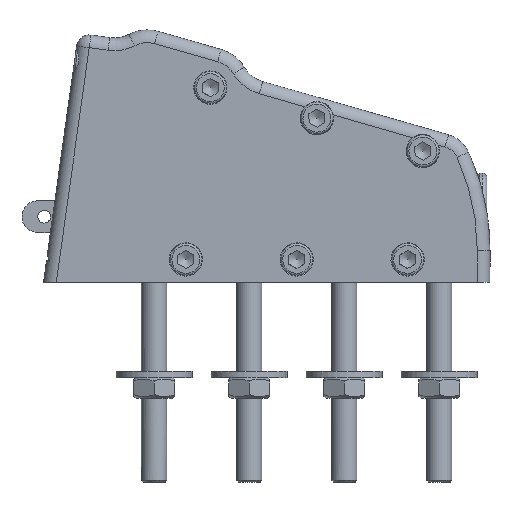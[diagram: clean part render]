
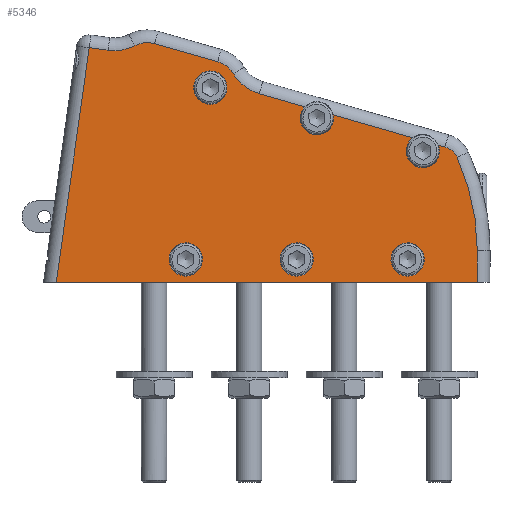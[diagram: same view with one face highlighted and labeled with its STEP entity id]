
A CAD part, left-side view. The second image highlights one B-rep face of the part: STEP entity #5346.
In plain terms, the highlighted planar face has unit normal (-1, 0, 0).
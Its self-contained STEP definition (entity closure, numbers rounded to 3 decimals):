
#253=FACE_BOUND('',#1126,.T.);
#254=FACE_BOUND('',#1127,.T.);
#255=FACE_BOUND('',#1128,.T.);
#256=FACE_BOUND('',#1129,.T.);
#517=CIRCLE('',#5764,71.);
#518=CIRCLE('',#5765,6.);
#519=CIRCLE('',#5766,5.25);
#520=CIRCLE('',#5767,5.25);
#521=CIRCLE('',#5768,14.);
#522=CIRCLE('',#5769,8.5);
#523=CIRCLE('',#5770,8.5);
#524=CIRCLE('',#5771,14.);
#525=CIRCLE('',#5772,5.25);
#526=CIRCLE('',#5773,5.25);
#527=CIRCLE('',#5774,5.25);
#528=CIRCLE('',#5775,5.25);
#743=FACE_OUTER_BOUND('',#1125,.T.);
#1125=EDGE_LOOP('',(#3697,#3698,#3699,#3700,#3701,#3702,#3703,#3704,#3705,
#3706,#3707,#3708,#3709,#3710,#3711,#3712));
#1126=EDGE_LOOP('',(#3713));
#1127=EDGE_LOOP('',(#3714));
#1128=EDGE_LOOP('',(#3715));
#1129=EDGE_LOOP('',(#3716));
#1636=LINE('',#8108,#1984);
#1638=LINE('',#8125,#1986);
#1639=LINE('',#8131,#1987);
#1640=LINE('',#8135,#1988);
#1641=LINE('',#8139,#1989);
#1642=LINE('',#8145,#1990);
#1643=LINE('',#8151,#1991);
#1644=LINE('',#8152,#1992);
#1984=VECTOR('',#6467,132.888);
#1986=VECTOR('',#6485,10.);
#1987=VECTOR('',#6490,2.161);
#1988=VECTOR('',#6493,26.131);
#1989=VECTOR('',#6496,14.926);
#1990=VECTOR('',#6501,20.7);
#1991=VECTOR('',#6506,6.);
#1992=VECTOR('',#6507,74.835);
#2363=VERTEX_POINT('',#8105);
#2364=VERTEX_POINT('',#8107);
#2371=VERTEX_POINT('',#8124);
#2372=VERTEX_POINT('',#8126);
#2373=VERTEX_POINT('',#8128);
#2374=VERTEX_POINT('',#8130);
#2375=VERTEX_POINT('',#8132);
#2376=VERTEX_POINT('',#8134);
#2377=VERTEX_POINT('',#8136);
#2378=VERTEX_POINT('',#8138);
#2379=VERTEX_POINT('',#8140);
#2380=VERTEX_POINT('',#8142);
#2381=VERTEX_POINT('',#8144);
#2382=VERTEX_POINT('',#8146);
#2383=VERTEX_POINT('',#8148);
#2384=VERTEX_POINT('',#8150);
#2385=VERTEX_POINT('',#8153);
#2386=VERTEX_POINT('',#8155);
#2387=VERTEX_POINT('',#8157);
#2388=VERTEX_POINT('',#8159);
#2911=EDGE_CURVE('',#2364,#2363,#1636,.T.);
#2920=EDGE_CURVE('',#2371,#2363,#1638,.T.);
#2921=EDGE_CURVE('',#2372,#2371,#517,.T.);
#2922=EDGE_CURVE('',#2373,#2372,#518,.T.);
#2923=EDGE_CURVE('',#2374,#2373,#1639,.T.);
#2924=EDGE_CURVE('',#2374,#2375,#519,.T.);
#2925=EDGE_CURVE('',#2376,#2375,#1640,.T.);
#2926=EDGE_CURVE('',#2376,#2377,#520,.T.);
#2927=EDGE_CURVE('',#2378,#2377,#1641,.T.);
#2928=EDGE_CURVE('',#2379,#2378,#521,.T.);
#2929=EDGE_CURVE('',#2380,#2379,#522,.T.);
#2930=EDGE_CURVE('',#2381,#2380,#1642,.T.);
#2931=EDGE_CURVE('',#2382,#2381,#523,.T.);
#2932=EDGE_CURVE('',#2383,#2382,#524,.T.);
#2933=EDGE_CURVE('',#2384,#2383,#1643,.T.);
#2934=EDGE_CURVE('',#2364,#2384,#1644,.T.);
#2935=EDGE_CURVE('',#2385,#2385,#525,.T.);
#2936=EDGE_CURVE('',#2386,#2386,#526,.T.);
#2937=EDGE_CURVE('',#2387,#2387,#527,.T.);
#2938=EDGE_CURVE('',#2388,#2388,#528,.T.);
#3697=ORIENTED_EDGE('',*,*,#2911,.T.);
#3698=ORIENTED_EDGE('',*,*,#2920,.F.);
#3699=ORIENTED_EDGE('',*,*,#2921,.F.);
#3700=ORIENTED_EDGE('',*,*,#2922,.F.);
#3701=ORIENTED_EDGE('',*,*,#2923,.F.);
#3702=ORIENTED_EDGE('',*,*,#2924,.T.);
#3703=ORIENTED_EDGE('',*,*,#2925,.F.);
#3704=ORIENTED_EDGE('',*,*,#2926,.T.);
#3705=ORIENTED_EDGE('',*,*,#2927,.F.);
#3706=ORIENTED_EDGE('',*,*,#2928,.F.);
#3707=ORIENTED_EDGE('',*,*,#2929,.F.);
#3708=ORIENTED_EDGE('',*,*,#2930,.F.);
#3709=ORIENTED_EDGE('',*,*,#2931,.F.);
#3710=ORIENTED_EDGE('',*,*,#2932,.F.);
#3711=ORIENTED_EDGE('',*,*,#2933,.F.);
#3712=ORIENTED_EDGE('',*,*,#2934,.F.);
#3713=ORIENTED_EDGE('',*,*,#2935,.T.);
#3714=ORIENTED_EDGE('',*,*,#2936,.T.);
#3715=ORIENTED_EDGE('',*,*,#2937,.T.);
#3716=ORIENTED_EDGE('',*,*,#2938,.T.);
#5123=PLANE('',#5763);
#5346=ADVANCED_FACE('',(#743,#253,#254,#255,#256),#5123,.T.);
#5763=AXIS2_PLACEMENT_3D('',#8123,#6483,#6484);
#5764=AXIS2_PLACEMENT_3D('',#8127,#6486,#6487);
#5765=AXIS2_PLACEMENT_3D('',#8129,#6488,#6489);
#5766=AXIS2_PLACEMENT_3D('',#8133,#6491,#6492);
#5767=AXIS2_PLACEMENT_3D('',#8137,#6494,#6495);
#5768=AXIS2_PLACEMENT_3D('',#8141,#6497,#6498);
#5769=AXIS2_PLACEMENT_3D('',#8143,#6499,#6500);
#5770=AXIS2_PLACEMENT_3D('',#8147,#6502,#6503);
#5771=AXIS2_PLACEMENT_3D('',#8149,#6504,#6505);
#5772=AXIS2_PLACEMENT_3D('',#8154,#6508,#6509);
#5773=AXIS2_PLACEMENT_3D('',#8156,#6510,#6511);
#5774=AXIS2_PLACEMENT_3D('',#8158,#6512,#6513);
#5775=AXIS2_PLACEMENT_3D('',#8160,#6514,#6515);
#6467=DIRECTION('',(0.,-1.,0.));
#6483=DIRECTION('center_axis',(-1.,0.,0.));
#6484=DIRECTION('ref_axis',(0.,-0.139,0.99));
#6485=DIRECTION('',(0.,0.,-1.));
#6486=DIRECTION('center_axis',(1.,0.,0.));
#6487=DIRECTION('ref_axis',(0.,-0.977,0.212));
#6488=DIRECTION('center_axis',(1.,0.,0.));
#6489=DIRECTION('ref_axis',(0.,-0.653,0.758));
#6490=DIRECTION('',(0.,-0.961,-0.276));
#6491=DIRECTION('center_axis',(1.,0.,0.));
#6492=DIRECTION('ref_axis',(0.,-0.139,0.99));
#6493=DIRECTION('',(0.,-0.961,-0.276));
#6494=DIRECTION('center_axis',(1.,0.,0.));
#6495=DIRECTION('ref_axis',(0.,-0.139,0.99));
#6496=DIRECTION('',(0.,-0.961,-0.276));
#6497=DIRECTION('center_axis',(-1.,0.,0.));
#6498=DIRECTION('ref_axis',(0.,0.61,-0.792));
#6499=DIRECTION('center_axis',(1.,0.,0.));
#6500=DIRECTION('ref_axis',(0.,-0.61,0.792));
#6501=DIRECTION('',(0.,-0.961,-0.276));
#6502=DIRECTION('center_axis',(1.,0.,0.));
#6503=DIRECTION('ref_axis',(0.,0.101,0.995));
#6504=DIRECTION('center_axis',(-1.,0.,0.));
#6505=DIRECTION('ref_axis',(0.,-0.17,-0.985));
#6506=DIRECTION('',(0.,-0.99,-0.139));
#6507=DIRECTION('',(0.,-0.139,0.99));
#6508=DIRECTION('center_axis',(1.,0.,0.));
#6509=DIRECTION('ref_axis',(0.,-0.139,0.99));
#6510=DIRECTION('center_axis',(1.,0.,0.));
#6511=DIRECTION('ref_axis',(0.,-0.139,0.99));
#6512=DIRECTION('center_axis',(1.,0.,0.));
#6513=DIRECTION('ref_axis',(0.,-0.139,0.99));
#6514=DIRECTION('center_axis',(1.,0.,0.));
#6515=DIRECTION('ref_axis',(0.,-0.139,0.99));
#8105=CARTESIAN_POINT('',(-17.,4.,0.));
#8107=CARTESIAN_POINT('',(-17.,136.888,0.));
#8108=CARTESIAN_POINT('',(-17.,0.,0.));
#8123=CARTESIAN_POINT('Origin',(-17.,131.767,63.366));
#8124=CARTESIAN_POINT('',(-17.,4.,10.));
#8125=CARTESIAN_POINT('',(-17.,4.,31.683));
#8126=CARTESIAN_POINT('',(-17.,10.403,39.466));
#8127=CARTESIAN_POINT('Origin',(-17.,75.,10.));
#8128=CARTESIAN_POINT('',(-17.,14.208,42.743));
#8129=CARTESIAN_POINT('Origin',(-17.,15.862,36.976));
#8130=CARTESIAN_POINT('',(-17.,16.285,43.339));
#8131=CARTESIAN_POINT('',(-17.,71.254,59.101));
#8132=CARTESIAN_POINT('',(-17.,24.36,45.654));
#8133=CARTESIAN_POINT('Origin',(-17.,21.191,41.469));
#8134=CARTESIAN_POINT('',(-17.,49.478,52.857));
#8135=CARTESIAN_POINT('',(-17.,71.254,59.101));
#8136=CARTESIAN_POINT('',(-17.,58.455,55.431));
#8137=CARTESIAN_POINT('Origin',(-17.,54.628,51.837));
#8138=CARTESIAN_POINT('',(-17.,72.803,59.545));
#8139=CARTESIAN_POINT('',(-17.,71.254,59.101));
#8140=CARTESIAN_POINT('',(-17.,80.971,65.836));
#8141=CARTESIAN_POINT('Origin',(-17.,68.945,73.003));
#8142=CARTESIAN_POINT('',(-17.,85.93,69.655));
#8143=CARTESIAN_POINT('Origin',(-17.,88.272,61.484));
#8144=CARTESIAN_POINT('',(-17.,105.827,75.361));
#8145=CARTESIAN_POINT('',(-17.,116.223,78.341));
#8146=CARTESIAN_POINT('',(-17.,112.104,74.725));
#8147=CARTESIAN_POINT('Origin',(-17.,108.17,67.19));
#8148=CARTESIAN_POINT('',(-17.,120.532,73.272));
#8149=CARTESIAN_POINT('Origin',(-17.,118.583,87.135));
#8150=CARTESIAN_POINT('',(-17.,126.473,74.107));
#8151=CARTESIAN_POINT('',(-17.,123.007,73.62));
#8152=CARTESIAN_POINT('',(-17.,132.049,34.43));
#8153=CARTESIAN_POINT('',(-17.,95.269,12.449));
#8154=CARTESIAN_POINT('Origin',(-17.,96.,7.25));
#8155=CARTESIAN_POINT('',(-17.,25.269,12.449));
#8156=CARTESIAN_POINT('Origin',(-17.,26.,7.25));
#8157=CARTESIAN_POINT('',(-17.,87.542,66.683));
#8158=CARTESIAN_POINT('Origin',(-17.,88.272,61.484));
#8159=CARTESIAN_POINT('',(-17.,60.269,12.449));
#8160=CARTESIAN_POINT('Origin',(-17.,61.,7.25));
